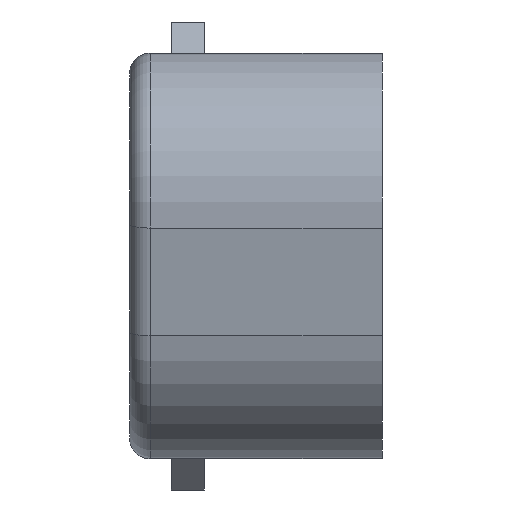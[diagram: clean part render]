
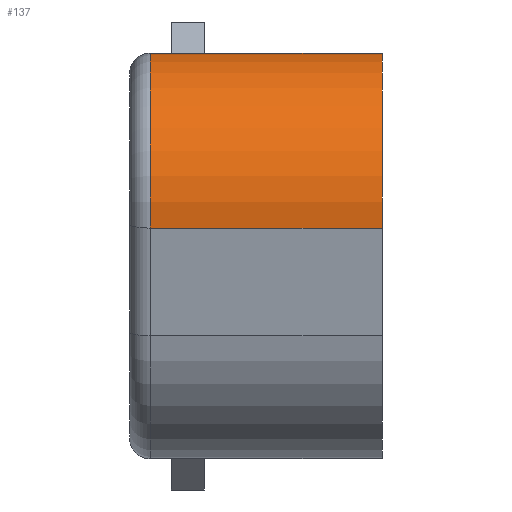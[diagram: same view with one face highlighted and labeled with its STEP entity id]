
A CAD part, left-side view. The second image highlights one B-rep face of the part: STEP entity #137.
In plain terms, the highlighted cylindrical face has radius 3.6 mm (diameter 7.2 mm), a partial arc.
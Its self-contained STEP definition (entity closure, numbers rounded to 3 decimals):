
#137 = ADVANCED_FACE( '', ( #287 ), #288, .T. );
#287 = FACE_OUTER_BOUND( '', #576, .T. );
#288 = CYLINDRICAL_SURFACE( '', #577, 3.6 );
#576 = EDGE_LOOP( '', ( #914, #915, #916, #917 ) );
#577 = AXIS2_PLACEMENT_3D( '', #918, #919, #920 );
#914 = ORIENTED_EDGE( '', *, *, #1064, .T. );
#915 = ORIENTED_EDGE( '', *, *, #1119, .T. );
#916 = ORIENTED_EDGE( '', *, *, #1205, .F. );
#917 = ORIENTED_EDGE( '', *, *, #1187, .T. );
#918 = CARTESIAN_POINT( '', ( -16.7, -3.05, 1.3 ) );
#919 = DIRECTION( '', ( 0., -1., 0. ) );
#920 = DIRECTION( '', ( 0., 0., 1. ) );
#1064 = EDGE_CURVE( '', #1246, #1244, #1247, .T. );
#1119 = EDGE_CURVE( '', #1244, #1338, #1340, .F. );
#1187 = EDGE_CURVE( '', #1436, #1246, #1437, .T. );
#1205 = EDGE_CURVE( '', #1436, #1338, #1458, .T. );
#1244 = VERTEX_POINT( '', #1517 );
#1246 = VERTEX_POINT( '', #1520 );
#1247 = LINE( '', #1521, #1522 );
#1338 = VERTEX_POINT( '', #1687 );
#1340 = CIRCLE( '', #1689, 3.6 );
#1436 = VERTEX_POINT( '', #1847 );
#1437 = CIRCLE( '', #1848, 3.6 );
#1458 = LINE( '', #1875, #1876 );
#1517 = CARTESIAN_POINT( '', ( -16.7, 2.55, 4.9 ) );
#1520 = CARTESIAN_POINT( '', ( -16.7, -3.05, 4.9 ) );
#1521 = CARTESIAN_POINT( '', ( -16.7, -3.05, 4.9 ) );
#1522 = VECTOR( '', #1909, 1000. );
#1687 = CARTESIAN_POINT( '', ( -20.245, 2.55, 0.675 ) );
#1689 = AXIS2_PLACEMENT_3D( '', #1978, #1979, #1980 );
#1847 = CARTESIAN_POINT( '', ( -20.245, -3.05, 0.675 ) );
#1848 = AXIS2_PLACEMENT_3D( '', #2064, #2065, #2066 );
#1875 = CARTESIAN_POINT( '', ( -20.245, -3.05, 0.675 ) );
#1876 = VECTOR( '', #2091, 1000. );
#1909 = DIRECTION( '', ( 0., 1., 0. ) );
#1978 = CARTESIAN_POINT( '', ( -16.7, 2.55, 1.3 ) );
#1979 = DIRECTION( '', ( 0., 1., 0. ) );
#1980 = DIRECTION( '', ( 0., 0., 1. ) );
#2064 = CARTESIAN_POINT( '', ( -16.7, -3.05, 1.3 ) );
#2065 = DIRECTION( '', ( 0., 1., 0. ) );
#2066 = DIRECTION( '', ( 1., 0., 0. ) );
#2091 = DIRECTION( '', ( 0., 1., 0. ) );
